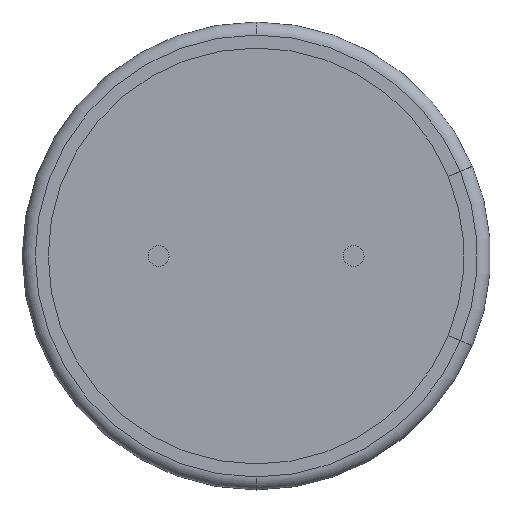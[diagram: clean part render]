
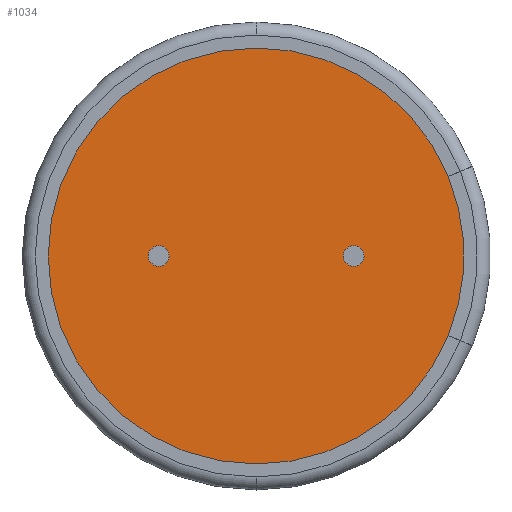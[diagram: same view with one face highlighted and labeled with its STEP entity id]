
A CAD part, front view. The second image highlights one B-rep face of the part: STEP entity #1034.
In plain terms, the highlighted planar face has unit normal (0, -1, 0).
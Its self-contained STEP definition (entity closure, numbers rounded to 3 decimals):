
#10 = ORIENTED_EDGE ( 'NONE', *, *, #283, .T. ) ;
#20 = DIRECTION ( 'NONE',  ( 0., -1., 0. ) ) ;
#34 = DIRECTION ( 'NONE',  ( 0., 0., -1. ) ) ;
#46 = VERTEX_POINT ( 'NONE', #737 ) ;
#49 = CIRCLE ( 'NONE', #2086, 8. ) ;
#52 = VERTEX_POINT ( 'NONE', #968 ) ;
#123 = AXIS2_PLACEMENT_3D ( 'NONE', #1497, #463, #1659 ) ;
#157 = CIRCLE ( 'NONE', #855, 0.4 ) ;
#193 = CARTESIAN_POINT ( 'NONE',  ( 3.75, 0.3, 0.4 ) ) ;
#237 = ORIENTED_EDGE ( 'NONE', *, *, #1086, .F. ) ;
#283 = EDGE_CURVE ( 'NONE', #979, #1226, #1294, .T. ) ;
#361 = ORIENTED_EDGE ( 'NONE', *, *, #1317, .T. ) ;
#389 = CIRCLE ( 'NONE', #898, 8. ) ;
#398 = CARTESIAN_POINT ( 'NONE',  ( -0.001, 0.3, 0.004 ) ) ;
#408 = CARTESIAN_POINT ( 'NONE',  ( -0.01, 0.3, 0. ) ) ;
#436 = EDGE_CURVE ( 'NONE', #740, #2174, #1970, .T. ) ;
#446 = ORIENTED_EDGE ( 'NONE', *, *, #1629, .F. ) ;
#463 = DIRECTION ( 'NONE',  ( 0., -1., 0. ) ) ;
#550 = ORIENTED_EDGE ( 'NONE', *, *, #1652, .F. ) ;
#579 = DIRECTION ( 'NONE',  ( 0., 0., -1. ) ) ;
#602 = DIRECTION ( 'NONE',  ( 0., -1., 0. ) ) ;
#632 = DIRECTION ( 'NONE',  ( 0., -1., 0. ) ) ;
#648 = CIRCLE ( 'NONE', #1938, 8. ) ;
#668 = CARTESIAN_POINT ( 'NONE',  ( 0., 0.3, 8. ) ) ;
#675 = AXIS2_PLACEMENT_3D ( 'NONE', #1660, #632, #1836 ) ;
#737 = CARTESIAN_POINT ( 'NONE',  ( -3.75, 0.3, -0.4 ) ) ;
#740 = VERTEX_POINT ( 'NONE', #668 ) ;
#764 = CARTESIAN_POINT ( 'NONE',  ( 0., 0.3, 0. ) ) ;
#768 = CARTESIAN_POINT ( 'NONE',  ( 0., 0.3, 0. ) ) ;
#779 = AXIS2_PLACEMENT_3D ( 'NONE', #978, #2197, #1151 ) ;
#829 = VECTOR ( 'NONE', #895, 1000. ) ;
#840 = VERTEX_POINT ( 'NONE', #193 ) ;
#855 = AXIS2_PLACEMENT_3D ( 'NONE', #1037, #20, #1209 ) ;
#887 = EDGE_CURVE ( 'NONE', #1342, #2018, #1669, .T. ) ;
#895 = DIRECTION ( 'NONE',  ( -0.924, 0., 0.383 ) ) ;
#898 = AXIS2_PLACEMENT_3D ( 'NONE', #768, #1996, #944 ) ;
#906 = CIRCLE ( 'NONE', #123, 0.4 ) ;
#938 = DIRECTION ( 'NONE',  ( 0., 0., -1. ) ) ;
#944 = DIRECTION ( 'NONE',  ( 0., 0., -1. ) ) ;
#951 = ORIENTED_EDGE ( 'NONE', *, *, #436, .T. ) ;
#960 = EDGE_CURVE ( 'NONE', #1226, #2018, #648, .T. ) ;
#968 = CARTESIAN_POINT ( 'NONE',  ( 3.75, 0.3, -0.4 ) ) ;
#978 = CARTESIAN_POINT ( 'NONE',  ( 3.75, 0.3, 0. ) ) ;
#979 = VERTEX_POINT ( 'NONE', #1267 ) ;
#1034 = ADVANCED_FACE ( 'NONE', ( #2157, #2223, #1291 ), #1273, .T. ) ;
#1037 = CARTESIAN_POINT ( 'NONE',  ( -3.75, 0.3, 0. ) ) ;
#1051 = DIRECTION ( 'NONE',  ( 0., -1., 0. ) ) ;
#1086 = EDGE_CURVE ( 'NONE', #46, #1738, #906, .T. ) ;
#1099 = EDGE_LOOP ( 'NONE', ( #1479, #237 ) ) ;
#1151 = DIRECTION ( 'NONE',  ( 0., 0., 1. ) ) ;
#1164 = CARTESIAN_POINT ( 'NONE',  ( 7.381, 0.3, 3.061 ) ) ;
#1198 = CARTESIAN_POINT ( 'NONE',  ( 7.381, 0.3, -3.061 ) ) ;
#1206 = EDGE_LOOP ( 'NONE', ( #550, #446 ) ) ;
#1209 = DIRECTION ( 'NONE',  ( 0., 0., -1. ) ) ;
#1226 = VERTEX_POINT ( 'NONE', #1198 ) ;
#1267 = CARTESIAN_POINT ( 'NONE',  ( 7.39, 0.3, -3.065 ) ) ;
#1273 = PLANE ( 'NONE',  #1308 ) ;
#1291 = FACE_BOUND ( 'NONE', #1099, .T. ) ;
#1294 = LINE ( 'NONE', #1943, #829 ) ;
#1308 = AXIS2_PLACEMENT_3D ( 'NONE', #1634, #602, #1805 ) ;
#1317 = EDGE_CURVE ( 'NONE', #2174, #979, #49, .T. ) ;
#1342 = VERTEX_POINT ( 'NONE', #1716 ) ;
#1384 = CARTESIAN_POINT ( 'NONE',  ( 0., 0.3, -8. ) ) ;
#1392 = AXIS2_PLACEMENT_3D ( 'NONE', #764, #1988, #938 ) ;
#1395 = ORIENTED_EDGE ( 'NONE', *, *, #1697, .T. ) ;
#1479 = ORIENTED_EDGE ( 'NONE', *, *, #2141, .F. ) ;
#1497 = CARTESIAN_POINT ( 'NONE',  ( -3.75, 0.3, 0. ) ) ;
#1542 = EDGE_LOOP ( 'NONE', ( #2087, #1395, #951, #361, #10, #2184 ) ) ;
#1610 = DIRECTION ( 'NONE',  ( 0., -1., 0. ) ) ;
#1629 = EDGE_CURVE ( 'NONE', #52, #840, #2052, .T. ) ;
#1634 = CARTESIAN_POINT ( 'NONE',  ( 0., 0.3, 0. ) ) ;
#1652 = EDGE_CURVE ( 'NONE', #840, #52, #1758, .T. ) ;
#1659 = DIRECTION ( 'NONE',  ( 0., 0., -1. ) ) ;
#1660 = CARTESIAN_POINT ( 'NONE',  ( 3.75, 0.3, 0. ) ) ;
#1669 = LINE ( 'NONE', #398, #2039 ) ;
#1673 = CARTESIAN_POINT ( 'NONE',  ( -3.75, 0.3, 0.4 ) ) ;
#1697 = EDGE_CURVE ( 'NONE', #1342, #740, #389, .T. ) ;
#1716 = CARTESIAN_POINT ( 'NONE',  ( 7.39, 0.3, 3.065 ) ) ;
#1738 = VERTEX_POINT ( 'NONE', #1673 ) ;
#1758 = CIRCLE ( 'NONE', #779, 0.4 ) ;
#1805 = DIRECTION ( 'NONE',  ( 0., 0., -1. ) ) ;
#1836 = DIRECTION ( 'NONE',  ( 0., 0., 1. ) ) ;
#1938 = AXIS2_PLACEMENT_3D ( 'NONE', #408, #1610, #579 ) ;
#1943 = CARTESIAN_POINT ( 'NONE',  ( -0.001, 0.3, -0.004 ) ) ;
#1951 = DIRECTION ( 'NONE',  ( -0.924, 0., -0.383 ) ) ;
#1970 = CIRCLE ( 'NONE', #1392, 8. ) ;
#1988 = DIRECTION ( 'NONE',  ( 0., -1., 0. ) ) ;
#1996 = DIRECTION ( 'NONE',  ( 0., -1., 0. ) ) ;
#2018 = VERTEX_POINT ( 'NONE', #1164 ) ;
#2039 = VECTOR ( 'NONE', #1951, 1000. ) ;
#2052 = CIRCLE ( 'NONE', #675, 0.4 ) ;
#2086 = AXIS2_PLACEMENT_3D ( 'NONE', #2089, #1051, #34 ) ;
#2087 = ORIENTED_EDGE ( 'NONE', *, *, #887, .F. ) ;
#2089 = CARTESIAN_POINT ( 'NONE',  ( 0., 0.3, 0. ) ) ;
#2141 = EDGE_CURVE ( 'NONE', #1738, #46, #157, .T. ) ;
#2157 = FACE_OUTER_BOUND ( 'NONE', #1542, .T. ) ;
#2174 = VERTEX_POINT ( 'NONE', #1384 ) ;
#2184 = ORIENTED_EDGE ( 'NONE', *, *, #960, .T. ) ;
#2197 = DIRECTION ( 'NONE',  ( 0., -1., 0. ) ) ;
#2223 = FACE_BOUND ( 'NONE', #1206, .T. ) ;
